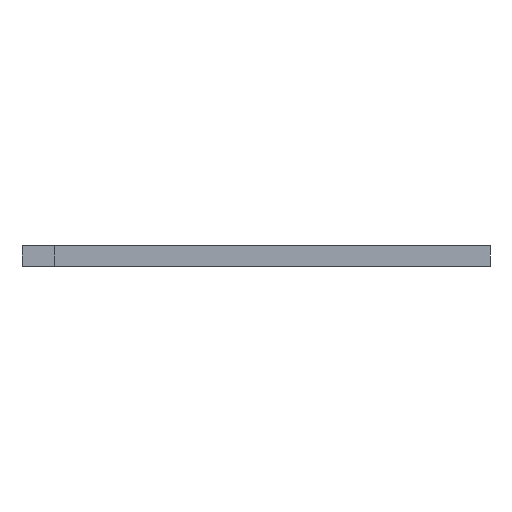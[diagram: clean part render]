
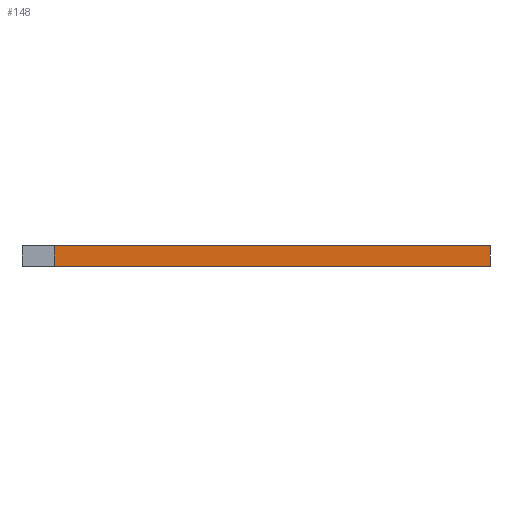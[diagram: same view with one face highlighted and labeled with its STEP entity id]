
A CAD part, left-side view. The second image highlights one B-rep face of the part: STEP entity #148.
In plain terms, the highlighted planar face has unit normal (-1, 0, 0).
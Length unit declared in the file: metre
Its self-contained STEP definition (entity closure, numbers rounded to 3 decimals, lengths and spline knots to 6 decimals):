
#148 = ADVANCED_FACE( '', ( #303 ), #304, .T. );
#303 = FACE_OUTER_BOUND( '', #460, .T. );
#304 = PLANE( '', #461 );
#460 = EDGE_LOOP( '', ( #835, #836, #837, #838 ) );
#461 = AXIS2_PLACEMENT_3D( '', #839, #840, #841 );
#835 = ORIENTED_EDGE( '', *, *, #1009, .F. );
#836 = ORIENTED_EDGE( '', *, *, #1109, .F. );
#837 = ORIENTED_EDGE( '', *, *, #1120, .T. );
#838 = ORIENTED_EDGE( '', *, *, #1060, .T. );
#839 = CARTESIAN_POINT( '', ( -0.070586, 0.026851, 0.003175 ) );
#840 = DIRECTION( '', ( -1., 0., 0. ) );
#841 = DIRECTION( '', ( 0., -1., 0. ) );
#1009 = EDGE_CURVE( '', #1238, #1240, #1241, .T. );
#1060 = EDGE_CURVE( '', #1316, #1240, #1317, .T. );
#1109 = EDGE_CURVE( '', #1379, #1238, #1381, .T. );
#1120 = EDGE_CURVE( '', #1379, #1316, #1394, .T. );
#1238 = VERTEX_POINT( '', #1562 );
#1240 = VERTEX_POINT( '', #1565 );
#1241 = LINE( '', #1566, #1567 );
#1316 = VERTEX_POINT( '', #1677 );
#1317 = LINE( '', #1678, #1679 );
#1379 = VERTEX_POINT( '', #1770 );
#1381 = LINE( '', #1773, #1774 );
#1394 = LINE( '', #1791, #1792 );
#1562 = CARTESIAN_POINT( '', ( -0.070586, 0., 0. ) );
#1565 = CARTESIAN_POINT( '', ( -0.070586, 0.06858, 0. ) );
#1566 = CARTESIAN_POINT( '', ( -0.070586, 0.026851, 0. ) );
#1567 = VECTOR( '', #1873, 1. );
#1677 = CARTESIAN_POINT( '', ( -0.070586, 0.06858, 0.003175 ) );
#1678 = CARTESIAN_POINT( '', ( -0.070586, 0.06858, 0.003175 ) );
#1679 = VECTOR( '', #1915, 1. );
#1770 = CARTESIAN_POINT( '', ( -0.070586, 0., 0.003175 ) );
#1773 = CARTESIAN_POINT( '', ( -0.070586, 0., 0.003175 ) );
#1774 = VECTOR( '', #1949, 1. );
#1791 = CARTESIAN_POINT( '', ( -0.070586, 0.026851, 0.003175 ) );
#1792 = VECTOR( '', #1957, 1. );
#1873 = DIRECTION( '', ( 0., 1., 0. ) );
#1915 = DIRECTION( '', ( 0., 0., -1. ) );
#1949 = DIRECTION( '', ( 0., 0., -1. ) );
#1957 = DIRECTION( '', ( 0., 1., 0. ) );
